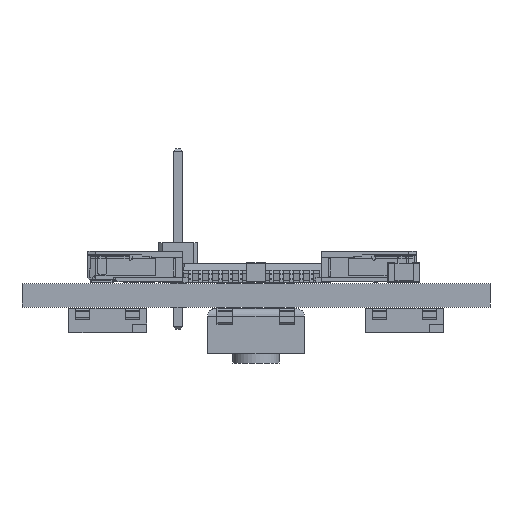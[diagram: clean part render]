
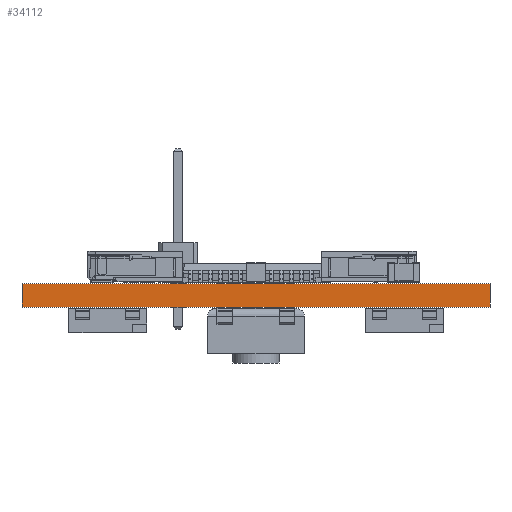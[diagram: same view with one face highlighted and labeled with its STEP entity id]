
A CAD part, front view. The second image highlights one B-rep face of the part: STEP entity #34112.
In plain terms, the highlighted planar face has unit normal (0, -1, 0).
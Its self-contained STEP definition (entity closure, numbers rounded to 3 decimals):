
#34112 = ADVANCED_FACE('',(#34113),#34147,.T.);
#34113 = FACE_BOUND('',#34114,.T.);
#34114 = EDGE_LOOP('',(#34115,#34125,#34133,#34141));
#34115 = ORIENTED_EDGE('',*,*,#34116,.T.);
#34116 = EDGE_CURVE('',#34117,#34119,#34121,.T.);
#34117 = VERTEX_POINT('',#34118);
#34118 = CARTESIAN_POINT('',(115.,-200.,0.));
#34119 = VERTEX_POINT('',#34120);
#34120 = CARTESIAN_POINT('',(115.,-200.,1.51));
#34121 = LINE('',#34122,#34123);
#34122 = CARTESIAN_POINT('',(115.,-200.,0.));
#34123 = VECTOR('',#34124,1.);
#34124 = DIRECTION('',(0.,0.,1.));
#34125 = ORIENTED_EDGE('',*,*,#34126,.T.);
#34126 = EDGE_CURVE('',#34119,#34127,#34129,.T.);
#34127 = VERTEX_POINT('',#34128);
#34128 = CARTESIAN_POINT('',(85.,-200.,1.51));
#34129 = LINE('',#34130,#34131);
#34130 = CARTESIAN_POINT('',(115.,-200.,1.51));
#34131 = VECTOR('',#34132,1.);
#34132 = DIRECTION('',(-1.,0.,0.));
#34133 = ORIENTED_EDGE('',*,*,#34134,.F.);
#34134 = EDGE_CURVE('',#34135,#34127,#34137,.T.);
#34135 = VERTEX_POINT('',#34136);
#34136 = CARTESIAN_POINT('',(85.,-200.,0.));
#34137 = LINE('',#34138,#34139);
#34138 = CARTESIAN_POINT('',(85.,-200.,0.));
#34139 = VECTOR('',#34140,1.);
#34140 = DIRECTION('',(0.,0.,1.));
#34141 = ORIENTED_EDGE('',*,*,#34142,.F.);
#34142 = EDGE_CURVE('',#34117,#34135,#34143,.T.);
#34143 = LINE('',#34144,#34145);
#34144 = CARTESIAN_POINT('',(115.,-200.,0.));
#34145 = VECTOR('',#34146,1.);
#34146 = DIRECTION('',(-1.,0.,0.));
#34147 = PLANE('',#34148);
#34148 = AXIS2_PLACEMENT_3D('',#34149,#34150,#34151);
#34149 = CARTESIAN_POINT('',(115.,-200.,0.));
#34150 = DIRECTION('',(0.,-1.,0.));
#34151 = DIRECTION('',(-1.,0.,0.));
